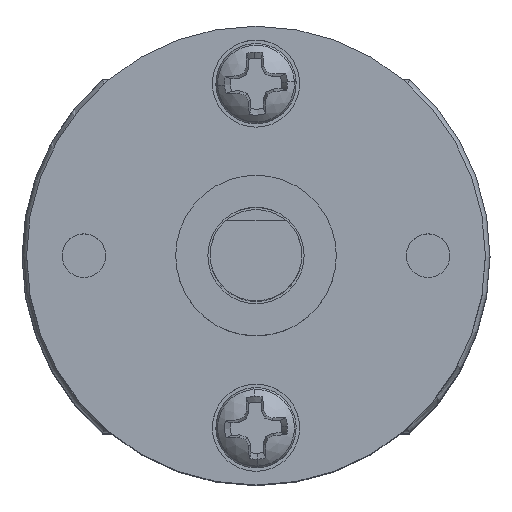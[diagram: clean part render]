
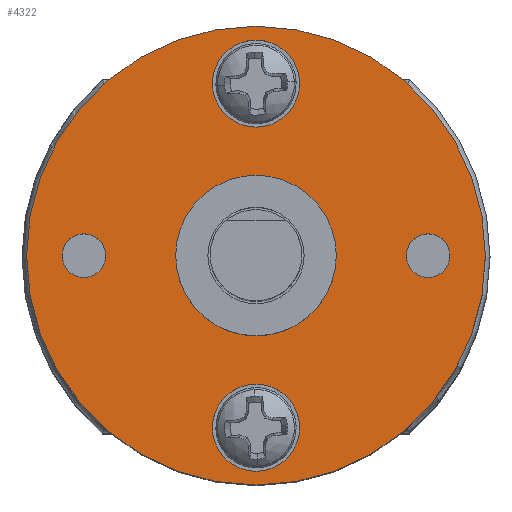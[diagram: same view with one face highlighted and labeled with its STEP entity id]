
A CAD part, top view. The second image highlights one B-rep face of the part: STEP entity #4322.
In plain terms, the highlighted planar face has unit normal (0, 0, 1).
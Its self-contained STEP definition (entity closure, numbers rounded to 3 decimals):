
#21 = AXIS2_PLACEMENT_3D ( 'NONE', #21272, #8240, #17980 ) ;
#521 = VERTEX_POINT ( 'NONE', #8417 ) ;
#865 = FACE_BOUND ( 'NONE', #18578, .T. ) ;
#894 = CIRCLE ( 'NONE', #14736, 3.5 ) ;
#903 = DIRECTION ( 'NONE',  ( 0., 0., 1. ) ) ;
#936 = CIRCLE ( 'NONE', #5001, 0.95 ) ;
#1013 = ORIENTED_EDGE ( 'NONE', *, *, #18250, .T. ) ;
#1278 = DIRECTION ( 'NONE',  ( 0., 1., 0. ) ) ;
#1345 = DIRECTION ( 'NONE',  ( 0., 0., -1. ) ) ;
#1358 = CARTESIAN_POINT ( 'NONE',  ( 23.894, 21.003, 45.507 ) ) ;
#1485 = EDGE_CURVE ( 'NONE', #7958, #8014, #17625, .T. ) ;
#1877 = DIRECTION ( 'NONE',  ( 0., 0., 1. ) ) ;
#1880 = ORIENTED_EDGE ( 'NONE', *, *, #12342, .F. ) ;
#2098 = ORIENTED_EDGE ( 'NONE', *, *, #8066, .F. ) ;
#2266 = CARTESIAN_POINT ( 'NONE',  ( 31.394, 20.053, 45.507 ) ) ;
#2463 = AXIS2_PLACEMENT_3D ( 'NONE', #11560, #18156, #16307 ) ;
#2602 = CIRCLE ( 'NONE', #14692, 0.95 ) ;
#2650 = DIRECTION ( 'NONE',  ( 0., 1., 0. ) ) ;
#2797 = CARTESIAN_POINT ( 'NONE',  ( 23.894, 21.003, 45.507 ) ) ;
#3042 = DIRECTION ( 'NONE',  ( 0., 1., 0. ) ) ;
#3047 = AXIS2_PLACEMENT_3D ( 'NONE', #2797, #9251, #2650 ) ;
#3239 = CIRCLE ( 'NONE', #3047, 10. ) ;
#3311 = CARTESIAN_POINT ( 'NONE',  ( 16.394, 21.003, 45.507 ) ) ;
#3643 = CARTESIAN_POINT ( 'NONE',  ( 23.894, 21.003, 45.507 ) ) ;
#3951 = CARTESIAN_POINT ( 'NONE',  ( 31.394, 21.003, 45.507 ) ) ;
#4006 = EDGE_CURVE ( 'NONE', #8014, #7958, #14851, .T. ) ;
#4322 = ADVANCED_FACE ( 'NONE', ( #16394, #865, #14094, #12027, #18451, #4776 ), #16347, .F. ) ;
#4776 = FACE_BOUND ( 'NONE', #5730, .T. ) ;
#5001 = AXIS2_PLACEMENT_3D ( 'NONE', #14090, #903, #14033 ) ;
#5087 = CARTESIAN_POINT ( 'NONE',  ( 23.894, 11.003, 45.507 ) ) ;
#5156 = ORIENTED_EDGE ( 'NONE', *, *, #19742, .F. ) ;
#5297 = CARTESIAN_POINT ( 'NONE',  ( 23.894, 30.403, 45.507 ) ) ;
#5323 = VERTEX_POINT ( 'NONE', #5087 ) ;
#5376 = EDGE_CURVE ( 'NONE', #11209, #5545, #2602, .T. ) ;
#5378 = AXIS2_PLACEMENT_3D ( 'NONE', #19373, #18000, #14490 ) ;
#5506 = CIRCLE ( 'NONE', #16712, 1.9 ) ;
#5545 = VERTEX_POINT ( 'NONE', #20429 ) ;
#5702 = EDGE_CURVE ( 'NONE', #5323, #521, #16551, .T. ) ;
#5730 = EDGE_LOOP ( 'NONE', ( #9260, #1013 ) ) ;
#5796 = CARTESIAN_POINT ( 'NONE',  ( 23.894, 26.603, 45.507 ) ) ;
#6327 = CARTESIAN_POINT ( 'NONE',  ( 23.894, 11.603, 45.507 ) ) ;
#7307 = ORIENTED_EDGE ( 'NONE', *, *, #21037, .F. ) ;
#7726 = AXIS2_PLACEMENT_3D ( 'NONE', #3311, #8336, #16349 ) ;
#7958 = VERTEX_POINT ( 'NONE', #6327 ) ;
#8014 = VERTEX_POINT ( 'NONE', #13116 ) ;
#8066 = EDGE_CURVE ( 'NONE', #5545, #11209, #19781, .T. ) ;
#8094 = DIRECTION ( 'NONE',  ( 0., -1., 0. ) ) ;
#8240 = DIRECTION ( 'NONE',  ( 0., 0., -1. ) ) ;
#8336 = DIRECTION ( 'NONE',  ( 0., 0., 1. ) ) ;
#8417 = CARTESIAN_POINT ( 'NONE',  ( 23.894, 31.003, 45.507 ) ) ;
#8564 = ORIENTED_EDGE ( 'NONE', *, *, #18944, .F. ) ;
#8610 = EDGE_LOOP ( 'NONE', ( #1880, #7307 ) ) ;
#8626 = DIRECTION ( 'NONE',  ( 0., 0., 1. ) ) ;
#8820 = CARTESIAN_POINT ( 'NONE',  ( 23.894, 17.503, 45.507 ) ) ;
#8824 = ORIENTED_EDGE ( 'NONE', *, *, #4006, .F. ) ;
#9251 = DIRECTION ( 'NONE',  ( 0., 0., -1. ) ) ;
#9260 = ORIENTED_EDGE ( 'NONE', *, *, #13896, .T. ) ;
#9714 = CARTESIAN_POINT ( 'NONE',  ( 23.894, 28.503, 45.507 ) ) ;
#9766 = AXIS2_PLACEMENT_3D ( 'NONE', #20093, #1877, #11918 ) ;
#10353 = CIRCLE ( 'NONE', #14410, 0.95 ) ;
#10397 = DIRECTION ( 'NONE',  ( 0., 0., 1. ) ) ;
#10522 = DIRECTION ( 'NONE',  ( 0., -1., 0. ) ) ;
#10798 = VERTEX_POINT ( 'NONE', #5297 ) ;
#11209 = VERTEX_POINT ( 'NONE', #13517 ) ;
#11560 = CARTESIAN_POINT ( 'NONE',  ( 23.894, 13.503, 45.507 ) ) ;
#11742 = ORIENTED_EDGE ( 'NONE', *, *, #5376, .F. ) ;
#11854 = EDGE_LOOP ( 'NONE', ( #18844, #8824 ) ) ;
#11858 = EDGE_LOOP ( 'NONE', ( #15738, #5156 ) ) ;
#11918 = DIRECTION ( 'NONE',  ( 0., 1., 0. ) ) ;
#12027 = FACE_OUTER_BOUND ( 'NONE', #11858, .T. ) ;
#12342 = EDGE_CURVE ( 'NONE', #20348, #14505, #894, .T. ) ;
#12857 = DIRECTION ( 'NONE',  ( 0., -1., 0. ) ) ;
#12979 = DIRECTION ( 'NONE',  ( 0., 0., -1. ) ) ;
#13020 = DIRECTION ( 'NONE',  ( 0., 0., 1. ) ) ;
#13116 = CARTESIAN_POINT ( 'NONE',  ( 23.894, 15.403, 45.507 ) ) ;
#13517 = CARTESIAN_POINT ( 'NONE',  ( 16.394, 20.053, 45.507 ) ) ;
#13774 = CIRCLE ( 'NONE', #9766, 3.5 ) ;
#13896 = EDGE_CURVE ( 'NONE', #19611, #10798, #20822, .T. ) ;
#14033 = DIRECTION ( 'NONE',  ( 0., -1., 0. ) ) ;
#14090 = CARTESIAN_POINT ( 'NONE',  ( 31.394, 21.003, 45.507 ) ) ;
#14094 = FACE_BOUND ( 'NONE', #19990, .T. ) ;
#14410 = AXIS2_PLACEMENT_3D ( 'NONE', #3951, #15518, #12857 ) ;
#14422 = CARTESIAN_POINT ( 'NONE',  ( 23.894, 24.503, 45.507 ) ) ;
#14490 = DIRECTION ( 'NONE',  ( 0., 1., 0. ) ) ;
#14505 = VERTEX_POINT ( 'NONE', #8820 ) ;
#14692 = AXIS2_PLACEMENT_3D ( 'NONE', #20143, #8626, #10522 ) ;
#14736 = AXIS2_PLACEMENT_3D ( 'NONE', #3643, #10397, #16718 ) ;
#14851 = CIRCLE ( 'NONE', #2463, 1.9 ) ;
#15518 = DIRECTION ( 'NONE',  ( 0., 0., 1. ) ) ;
#15738 = ORIENTED_EDGE ( 'NONE', *, *, #5702, .F. ) ;
#16307 = DIRECTION ( 'NONE',  ( 0., -1., 0. ) ) ;
#16347 = PLANE ( 'NONE',  #20875 ) ;
#16349 = DIRECTION ( 'NONE',  ( 0., -1., 0. ) ) ;
#16394 = FACE_BOUND ( 'NONE', #11854, .T. ) ;
#16522 = AXIS2_PLACEMENT_3D ( 'NONE', #18032, #13020, #8094 ) ;
#16551 = CIRCLE ( 'NONE', #21, 10. ) ;
#16712 = AXIS2_PLACEMENT_3D ( 'NONE', #9714, #1345, #1278 ) ;
#16718 = DIRECTION ( 'NONE',  ( 0., 1., 0. ) ) ;
#17544 = VERTEX_POINT ( 'NONE', #20835 ) ;
#17625 = CIRCLE ( 'NONE', #16522, 1.9 ) ;
#17980 = DIRECTION ( 'NONE',  ( 0., 1., 0. ) ) ;
#18000 = DIRECTION ( 'NONE',  ( 0., 0., -1. ) ) ;
#18032 = CARTESIAN_POINT ( 'NONE',  ( 23.894, 13.503, 45.507 ) ) ;
#18156 = DIRECTION ( 'NONE',  ( 0., 0., 1. ) ) ;
#18250 = EDGE_CURVE ( 'NONE', #10798, #19611, #5506, .T. ) ;
#18399 = ORIENTED_EDGE ( 'NONE', *, *, #19550, .F. ) ;
#18451 = FACE_BOUND ( 'NONE', #8610, .T. ) ;
#18578 = EDGE_LOOP ( 'NONE', ( #11742, #2098 ) ) ;
#18844 = ORIENTED_EDGE ( 'NONE', *, *, #1485, .F. ) ;
#18944 = EDGE_CURVE ( 'NONE', #19026, #17544, #10353, .T. ) ;
#19026 = VERTEX_POINT ( 'NONE', #2266 ) ;
#19373 = CARTESIAN_POINT ( 'NONE',  ( 23.894, 28.503, 45.507 ) ) ;
#19550 = EDGE_CURVE ( 'NONE', #17544, #19026, #936, .T. ) ;
#19611 = VERTEX_POINT ( 'NONE', #5796 ) ;
#19742 = EDGE_CURVE ( 'NONE', #521, #5323, #3239, .T. ) ;
#19781 = CIRCLE ( 'NONE', #7726, 0.95 ) ;
#19990 = EDGE_LOOP ( 'NONE', ( #8564, #18399 ) ) ;
#20093 = CARTESIAN_POINT ( 'NONE',  ( 23.894, 21.003, 45.507 ) ) ;
#20143 = CARTESIAN_POINT ( 'NONE',  ( 16.394, 21.003, 45.507 ) ) ;
#20348 = VERTEX_POINT ( 'NONE', #14422 ) ;
#20429 = CARTESIAN_POINT ( 'NONE',  ( 16.394, 21.953, 45.507 ) ) ;
#20822 = CIRCLE ( 'NONE', #5378, 1.9 ) ;
#20835 = CARTESIAN_POINT ( 'NONE',  ( 31.394, 21.953, 45.507 ) ) ;
#20875 = AXIS2_PLACEMENT_3D ( 'NONE', #1358, #12979, #3042 ) ;
#21037 = EDGE_CURVE ( 'NONE', #14505, #20348, #13774, .T. ) ;
#21272 = CARTESIAN_POINT ( 'NONE',  ( 23.894, 21.003, 45.507 ) ) ;
